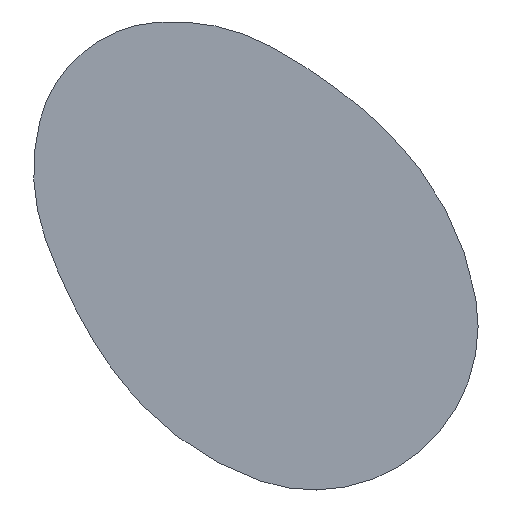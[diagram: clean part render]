
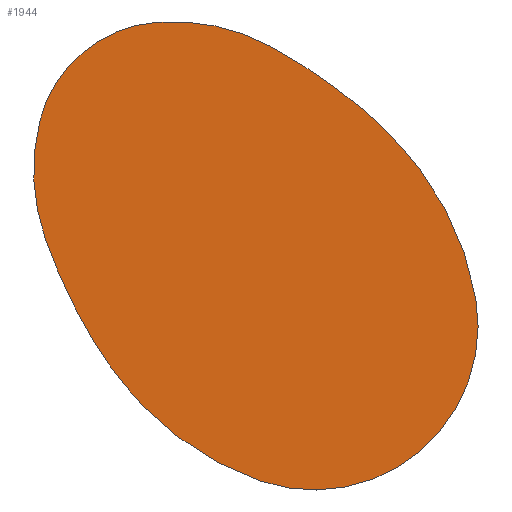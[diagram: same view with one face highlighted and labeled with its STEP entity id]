
A CAD part, top view. The second image highlights one B-rep face of the part: STEP entity #1944.
In plain terms, the highlighted planar face has unit normal (0, 0, -1).
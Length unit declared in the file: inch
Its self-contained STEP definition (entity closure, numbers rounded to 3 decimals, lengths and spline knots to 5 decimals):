
#64 = VERTEX_POINT ( 'NONE', #3786 ) ;
#70 = VERTEX_POINT ( 'NONE', #3783 ) ;
#75 = VERTEX_POINT ( 'NONE', #3779 ) ;
#82 = VERTEX_POINT ( 'NONE', #3772 ) ;
#92 = VERTEX_POINT ( 'NONE', #3766 ) ;
#110 = ORIENTED_EDGE ( 'NONE', *, *, #1751, .T. ) ;
#112 = ORIENTED_EDGE ( 'NONE', *, *, #1612, .T. ) ;
#137 = VERTEX_POINT ( 'NONE', #3758 ) ;
#138 = VERTEX_POINT ( 'NONE', #3755 ) ;
#146 = VERTEX_POINT ( 'NONE', #3750 ) ;
#155 = VERTEX_POINT ( 'NONE', #3745 ) ;
#163 = VERTEX_POINT ( 'NONE', #3740 ) ;
#273 = DIRECTION ( 'NONE',  ( 0., -1., 0. ) ) ;
#274 = DIRECTION ( 'NONE',  ( 0., 0., -1. ) ) ;
#275 = CARTESIAN_POINT ( 'NONE',  ( -1.6661, 0.56938, 3.36066 ) ) ;
#1553 = EDGE_CURVE ( 'NONE', #155, #137, #3308, .T. ) ;
#1554 = EDGE_CURVE ( 'NONE', #163, #155, #3256, .T. ) ;
#1558 = EDGE_CURVE ( 'NONE', #137, #82, #3344, .T. ) ;
#1612 = EDGE_CURVE ( 'NONE', #82, #138, #3361, .T. ) ;
#1615 = AXIS2_PLACEMENT_3D ( 'NONE', #3715, #3714, #3713 ) ;
#1617 = AXIS2_PLACEMENT_3D ( 'NONE', #3723, #3722, #3721 ) ;
#1618 = AXIS2_PLACEMENT_3D ( 'NONE', #3727, #3726, #3725 ) ;
#1627 = EDGE_CURVE ( 'NONE', #75, #146, #3179, .T. ) ;
#1671 = AXIS2_PLACEMENT_3D ( 'NONE', #2415, #2410, #2409 ) ;
#1691 = AXIS2_PLACEMENT_3D ( 'NONE', #275, #274, #273 ) ;
#1713 = AXIS2_PLACEMENT_3D ( 'NONE', #4083, #4084, #4085 ) ;
#1715 = AXIS2_PLACEMENT_3D ( 'NONE', #4074, #4075, #4076 ) ;
#1717 = AXIS2_PLACEMENT_3D ( 'NONE', #4068, #4069, #4070 ) ;
#1718 = AXIS2_PLACEMENT_3D ( 'NONE', #4065, #4066, #4067 ) ;
#1738 = AXIS2_PLACEMENT_3D ( 'NONE', #3819, #3820, #3898 ) ;
#1741 = AXIS2_PLACEMENT_3D ( 'NONE', #3491, #3490, #3489 ) ;
#1746 = EDGE_CURVE ( 'NONE', #64, #75, #3178, .T. ) ;
#1747 = EDGE_CURVE ( 'NONE', #92, #64, #3177, .T. ) ;
#1749 = EDGE_CURVE ( 'NONE', #70, #92, #1914, .T. ) ;
#1751 = EDGE_CURVE ( 'NONE', #138, #70, #1909, .T. ) ;
#1789 = EDGE_CURVE ( 'NONE', #146, #163, #1853, .T. ) ;
#1853 = CIRCLE ( 'NONE', #1691, 4.35 ) ;
#1871 = FACE_OUTER_BOUND ( 'NONE', #3168, .T. ) ;
#1909 = CIRCLE ( 'NONE', #1713, 6.35 ) ;
#1914 = CIRCLE ( 'NONE', #1715, 7.85 ) ;
#1944 = ADVANCED_FACE ( 'NONE', ( #1871 ), #2413, .T. ) ;
#2409 = DIRECTION ( 'NONE',  ( 0., 1., 0. ) ) ;
#2410 = DIRECTION ( 'NONE',  ( 0., 0., -1. ) ) ;
#2413 = PLANE ( 'NONE',  #1671 ) ;
#2415 = CARTESIAN_POINT ( 'NONE',  ( -1.79795, 2.11377, 3.36066 ) ) ;
#3103 = ORIENTED_EDGE ( 'NONE', *, *, #1558, .T. ) ;
#3115 = ORIENTED_EDGE ( 'NONE', *, *, #1789, .T. ) ;
#3135 = ORIENTED_EDGE ( 'NONE', *, *, #1553, .T. ) ;
#3168 = EDGE_LOOP ( 'NONE', ( #3226, #3196, #3115, #3347, #3135, #3103, #112, #110, #3223, #3218 ) ) ;
#3177 = CIRCLE ( 'NONE', #1717, 11.95 ) ;
#3178 = CIRCLE ( 'NONE', #1718, 4.35 ) ;
#3179 = CIRCLE ( 'NONE', #1738, 2.8 ) ;
#3196 = ORIENTED_EDGE ( 'NONE', *, *, #1627, .T. ) ;
#3218 = ORIENTED_EDGE ( 'NONE', *, *, #1747, .T. ) ;
#3223 = ORIENTED_EDGE ( 'NONE', *, *, #1749, .T. ) ;
#3226 = ORIENTED_EDGE ( 'NONE', *, *, #1746, .T. ) ;
#3256 = CIRCLE ( 'NONE', #1617, 11.95 ) ;
#3308 = CIRCLE ( 'NONE', #1618, 7.85 ) ;
#3344 = CIRCLE ( 'NONE', #1615, 6.35 ) ;
#3347 = ORIENTED_EDGE ( 'NONE', *, *, #1554, .T. ) ;
#3361 = CIRCLE ( 'NONE', #1741, 3.5 ) ;
#3489 = DIRECTION ( 'NONE',  ( 0., -1., 0. ) ) ;
#3490 = DIRECTION ( 'NONE',  ( 0., 0., -1. ) ) ;
#3491 = CARTESIAN_POINT ( 'NONE',  ( 1.34441, -1.58056, 3.36066 ) ) ;
#3713 = DIRECTION ( 'NONE',  ( 0., -1., 0. ) ) ;
#3714 = DIRECTION ( 'NONE',  ( 0., 0., -1. ) ) ;
#3715 = CARTESIAN_POINT ( 'NONE',  ( -1.46432, -2.06378, 3.36066 ) ) ;
#3721 = DIRECTION ( 'NONE',  ( 0., -1., 0. ) ) ;
#3722 = DIRECTION ( 'NONE',  ( 0., 0., -1. ) ) ;
#3723 = CARTESIAN_POINT ( 'NONE',  ( -5.30052, -6.10527, 3.36066 ) ) ;
#3725 = DIRECTION ( 'NONE',  ( 0., -1., 0. ) ) ;
#3726 = DIRECTION ( 'NONE',  ( 0., 0., -1. ) ) ;
#3727 = CARTESIAN_POINT ( 'NONE',  ( -2.66157, -2.96744, 3.36066 ) ) ;
#3740 = CARTESIAN_POINT ( 'NONE',  ( 0.41412, 4.38975, 3.36066 ) ) ;
#3745 = CARTESIAN_POINT ( 'NONE',  ( 2.39104, 3.04035, 3.36066 ) ) ;
#3750 = CARTESIAN_POINT ( 'NONE',  ( -2.03612, 4.90362, 3.36066 ) ) ;
#3755 = CARTESIAN_POINT ( 'NONE',  ( 0.2053, -4.89001, 3.36066 ) ) ;
#3758 = CARTESIAN_POINT ( 'NONE',  ( 3.60402, 1.76171, 3.36066 ) ) ;
#3766 = CARTESIAN_POINT ( 'NONE',  ( -3.38456, -1.87232, 3.36066 ) ) ;
#3772 = CARTESIAN_POINT ( 'NONE',  ( 4.79374, -0.98714, 3.36066 ) ) ;
#3779 = CARTESIAN_POINT ( 'NONE',  ( -4.51346, 2.79642, 3.36066 ) ) ;
#3783 = CARTESIAN_POINT ( 'NONE',  ( -2.31707, -3.27471, 3.36066 ) ) ;
#3786 = CARTESIAN_POINT ( 'NONE',  ( -4.39933, 0.29548, 3.36066 ) ) ;
#3819 = CARTESIAN_POINT ( 'NONE',  ( -1.79795, 2.11377, 3.36066 ) ) ;
#3820 = DIRECTION ( 'NONE',  ( 0., 0., -1. ) ) ;
#3898 = DIRECTION ( 'NONE',  ( 0., -1., 0. ) ) ;
#4065 = CARTESIAN_POINT ( 'NONE',  ( -0.29472, 1.73587, 3.36066 ) ) ;
#4066 = DIRECTION ( 'NONE',  ( 0., 0., -1. ) ) ;
#4067 = DIRECTION ( 'NONE',  ( 0., -1., 0. ) ) ;
#4068 = CARTESIAN_POINT ( 'NONE',  ( 6.87654, 4.25241, 3.36066 ) ) ;
#4069 = DIRECTION ( 'NONE',  ( 0., 0., -1. ) ) ;
#4070 = DIRECTION ( 'NONE',  ( 0., -1., 0. ) ) ;
#4074 = CARTESIAN_POINT ( 'NONE',  ( 3.356, 2.15104, 3.36066 ) ) ;
#4075 = DIRECTION ( 'NONE',  ( 0., 0., -1. ) ) ;
#4076 = DIRECTION ( 'NONE',  ( 0., -1., 0. ) ) ;
#4083 = CARTESIAN_POINT ( 'NONE',  ( 2.27197, 1.11427, 3.36066 ) ) ;
#4084 = DIRECTION ( 'NONE',  ( 0., 0., -1. ) ) ;
#4085 = DIRECTION ( 'NONE',  ( 0., -1., 0. ) ) ;
